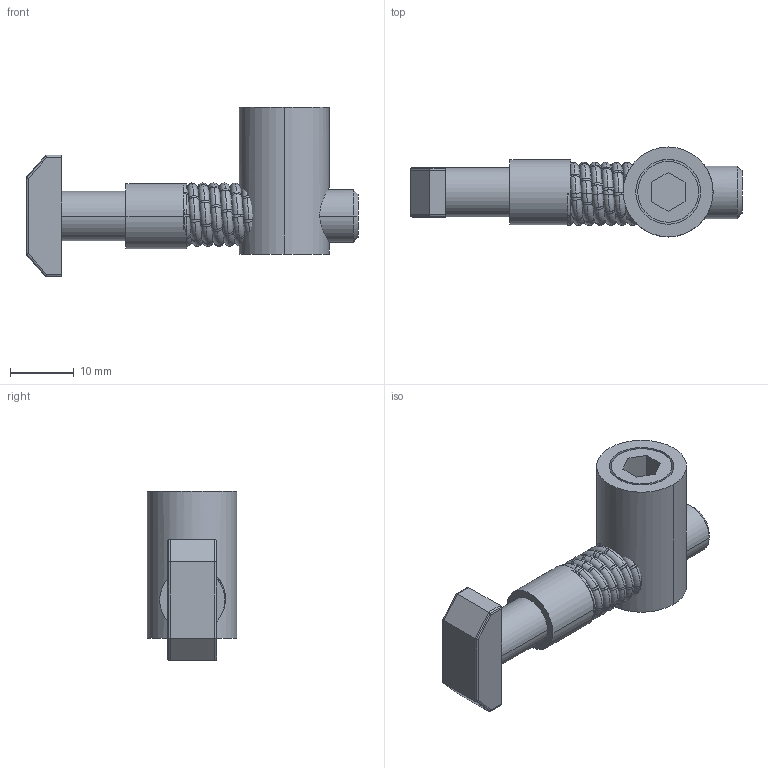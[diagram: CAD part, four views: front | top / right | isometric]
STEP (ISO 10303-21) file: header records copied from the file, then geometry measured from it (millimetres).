
FILE_DESCRIPTION((''),'2;1');
FILE_NAME('15FAC3890.stp','2006-03-13T15:38:45',('Shawn Mantel'),('Faztek, LLC'),'Mechanical Desktop 2005','Mechanical Desktop 2005',', , ');
FILE_SCHEMA(('CONFIG_CONTROL_DESIGN'));
Length unit declared in the file: inch
Products named in the file (1): Product
Bounding box: 52.04 x 14.07 x 26.6 mm (x, y, z)
Volume: 6329.2 mm3; surface area: 5506.8 mm2
Topology: 4 solids, 4 shells, 435 faces, 1209 edges, 789 vertices
Faces by surface type: torus 200, cylinder 199, plane 30, cone 6
Entity records: 14934 total; most frequent: DIRECTION 2962, CARTESIAN_POINT 2888, ORIENTED_EDGE 2414, AXIS2_PLACEMENT_3D 1365, EDGE_CURVE 1207, CIRCLE 889, VERTEX_POINT 786, EDGE_LOOP 445
